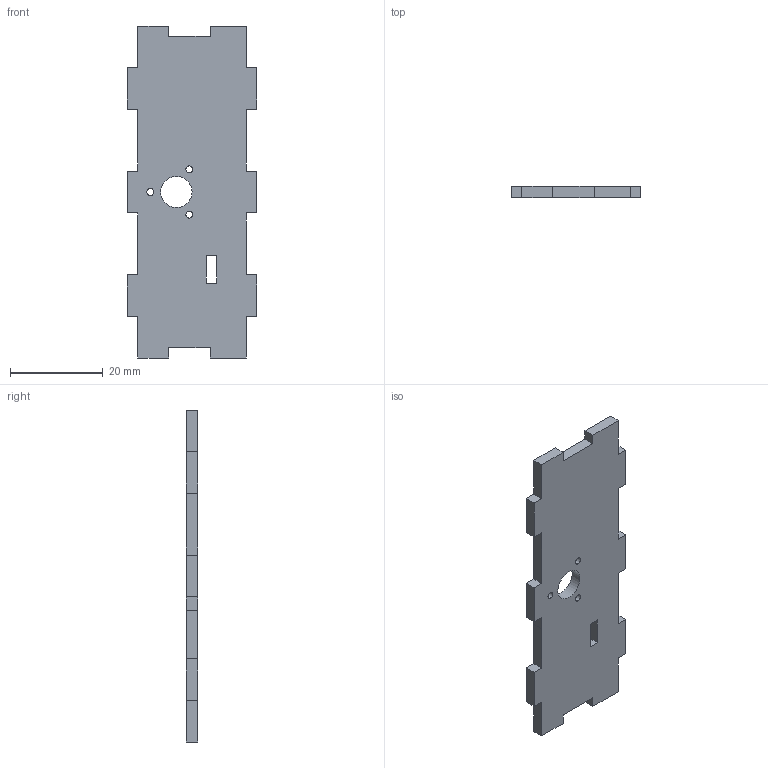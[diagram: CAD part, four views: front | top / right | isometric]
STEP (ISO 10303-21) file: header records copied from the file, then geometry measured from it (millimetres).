
FILE_DESCRIPTION(/* description */ (''),/* implementation_level */ '2;1');
FILE_NAME(/* name */ 'costat3.stp',/* time_stamp */ '2018-09-21T08:51:32+02:00',/* author */ ('lmacia'),/* organization */ (''),/* preprocessor_version */ 'ST-DEVELOPER v17',/* originating_system */ 'Autodesk Inventor 2019',/* authorisation */ '');
FILE_SCHEMA (('AUTOMOTIVE_DESIGN { 1 0 10303 214 3 1 1 }'));
Length unit declared in the file: millimetre
Products named in the file (1): costat3
Bounding box: 27.9 x 2.4 x 71.55 mm (x, y, z)
Volume: 4081.5 mm3; surface area: 4067.9 mm2
Topology: 1 solids, 1 shells, 47 faces, 135 edges, 90 vertices
Faces by surface type: plane 43, cylinder 4
Full cylindrical faces by diameter (mm): 1.5 x3, 6.75 x1
Entity records: 1576 total; most frequent: CARTESIAN_POINT 273, ORIENTED_EDGE 270, DIRECTION 239, EDGE_CURVE 135, LINE 127, VECTOR 127, VERTEX_POINT 90, EDGE_LOOP 57
